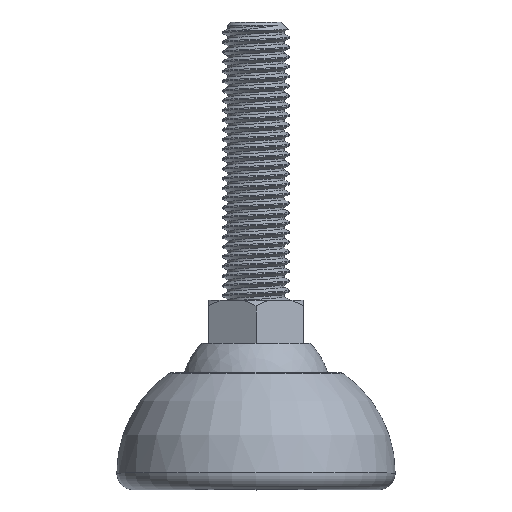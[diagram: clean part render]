
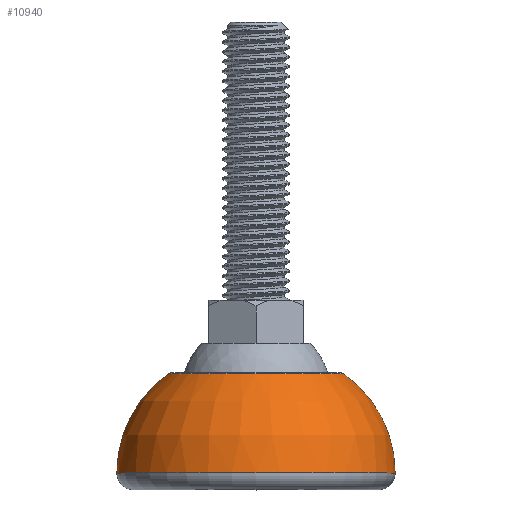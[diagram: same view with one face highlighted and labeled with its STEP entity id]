
A CAD part, top view. The second image highlights one B-rep face of the part: STEP entity #10940.
In plain terms, the highlighted toroidal (fillet/blend) face has major radius 3.197 mm and minor radius 21.803 mm.
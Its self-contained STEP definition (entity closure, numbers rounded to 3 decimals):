
#535 = AXIS2_PLACEMENT_3D ( 'NONE', #1303, #9399, #1066 ) ;
#763 = VERTEX_POINT ( 'NONE', #4236 ) ;
#837 = AXIS2_PLACEMENT_3D ( 'NONE', #11998, #11811, #6270 ) ;
#901 = AXIS2_PLACEMENT_3D ( 'NONE', #4264, #8821, #5119 ) ;
#1066 = DIRECTION ( 'NONE',  ( -1., 0., 0. ) ) ;
#1303 = CARTESIAN_POINT ( 'NONE',  ( 0., 3., 0. ) ) ;
#1471 = VERTEX_POINT ( 'NONE', #4150 ) ;
#2134 = CIRCLE ( 'NONE', #535, 25. ) ;
#2389 = CARTESIAN_POINT ( 'NONE',  ( 25., 3., 0. ) ) ;
#2648 = DIRECTION ( 'NONE',  ( 0., -1., 0. ) ) ;
#2975 = TOROIDAL_SURFACE ( 'NONE', #10545, 3.197, 21.803 ) ;
#3127 = EDGE_CURVE ( 'NONE', #763, #1471, #8519, .T. ) ;
#4150 = CARTESIAN_POINT ( 'NONE',  ( -15.763, 20.817, 0. ) ) ;
#4236 = CARTESIAN_POINT ( 'NONE',  ( 15.763, 20.817, 0. ) ) ;
#4264 = CARTESIAN_POINT ( 'NONE',  ( -3.197, 3., 0. ) ) ;
#4409 = CARTESIAN_POINT ( 'NONE',  ( 0., 3., 0. ) ) ;
#4584 = ORIENTED_EDGE ( 'NONE', *, *, #11520, .T. ) ;
#5119 = DIRECTION ( 'NONE',  ( -1., 0., 0. ) ) ;
#5368 = CARTESIAN_POINT ( 'NONE',  ( -25., 3., 0. ) ) ;
#5882 = EDGE_CURVE ( 'NONE', #8290, #1471, #8073, .T. ) ;
#5935 = FACE_OUTER_BOUND ( 'NONE', #6105, .T. ) ;
#6105 = EDGE_LOOP ( 'NONE', ( #6553, #4584, #9085, #11533 ) ) ;
#6270 = DIRECTION ( 'NONE',  ( 1., 0., 0. ) ) ;
#6372 = DIRECTION ( 'NONE',  ( 1., 0., 0. ) ) ;
#6553 = ORIENTED_EDGE ( 'NONE', *, *, #7439, .T. ) ;
#6794 = AXIS2_PLACEMENT_3D ( 'NONE', #10990, #2648, #6372 ) ;
#7097 = DIRECTION ( 'NONE',  ( -1., 0., 0. ) ) ;
#7439 = EDGE_CURVE ( 'NONE', #8290, #8041, #2134, .T. ) ;
#8041 = VERTEX_POINT ( 'NONE', #2389 ) ;
#8073 = CIRCLE ( 'NONE', #901, 21.803 ) ;
#8290 = VERTEX_POINT ( 'NONE', #5368 ) ;
#8519 = CIRCLE ( 'NONE', #6794, 15.763 ) ;
#8821 = DIRECTION ( 'NONE',  ( 0., 0., -1. ) ) ;
#9085 = ORIENTED_EDGE ( 'NONE', *, *, #3127, .T. ) ;
#9399 = DIRECTION ( 'NONE',  ( 0., 1., 0. ) ) ;
#10005 = DIRECTION ( 'NONE',  ( 0., 1., 0. ) ) ;
#10545 = AXIS2_PLACEMENT_3D ( 'NONE', #4409, #10005, #7097 ) ;
#10940 = ADVANCED_FACE ( 'NONE', ( #5935 ), #2975, .T. ) ;
#10990 = CARTESIAN_POINT ( 'NONE',  ( 0., 20.817, 0. ) ) ;
#11145 = CIRCLE ( 'NONE', #837, 21.803 ) ;
#11520 = EDGE_CURVE ( 'NONE', #8041, #763, #11145, .T. ) ;
#11533 = ORIENTED_EDGE ( 'NONE', *, *, #5882, .F. ) ;
#11811 = DIRECTION ( 'NONE',  ( 0., 0., 1. ) ) ;
#11998 = CARTESIAN_POINT ( 'NONE',  ( 3.197, 3., 0. ) ) ;
